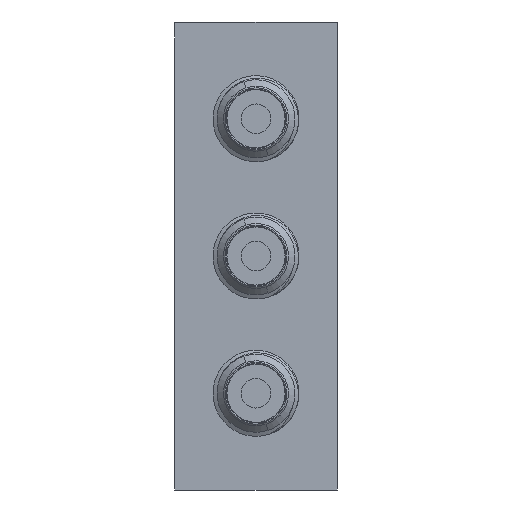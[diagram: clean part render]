
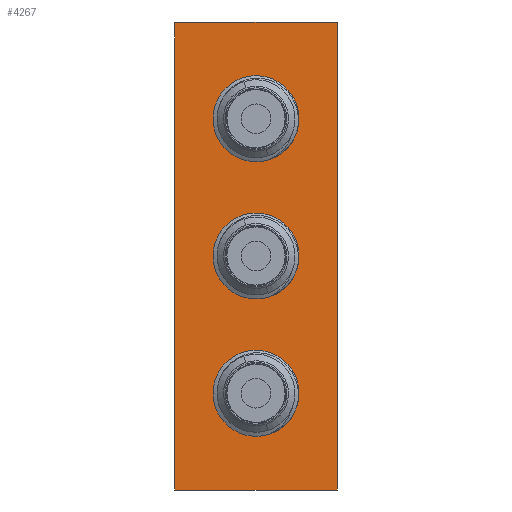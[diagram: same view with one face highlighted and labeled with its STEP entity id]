
A CAD part, front view. The second image highlights one B-rep face of the part: STEP entity #4267.
In plain terms, the highlighted planar face has unit normal (0, -1, 0).
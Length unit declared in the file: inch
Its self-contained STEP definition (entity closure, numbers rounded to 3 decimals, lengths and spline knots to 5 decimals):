
#123 = EDGE_CURVE ( 'NONE', #1402, #2832, #5911, .T. ) ;
#198 = DIRECTION ( 'NONE',  ( 0., -1., 0. ) ) ;
#215 = VECTOR ( 'NONE', #589, 39.37008 ) ;
#298 = DIRECTION ( 'NONE',  ( 0., 0., -1. ) ) ;
#327 = VERTEX_POINT ( 'NONE', #6585 ) ;
#352 = DIRECTION ( 'NONE',  ( 0., 0., 1. ) ) ;
#363 = VERTEX_POINT ( 'NONE', #2479 ) ;
#405 = EDGE_LOOP ( 'NONE', ( #6318, #2033 ) ) ;
#428 = CARTESIAN_POINT ( 'NONE',  ( 0.26, 0., 0.75 ) ) ;
#558 = DIRECTION ( 'NONE',  ( 0., 0., 1. ) ) ;
#579 = CARTESIAN_POINT ( 'NONE',  ( 0., 0., -0.5515 ) ) ;
#589 = DIRECTION ( 'NONE',  ( 0., 0., -1. ) ) ;
#650 = DIRECTION ( 'NONE',  ( 0., 0., -1. ) ) ;
#755 = CARTESIAN_POINT ( 'NONE',  ( -0.26, 0., -0.75 ) ) ;
#757 = AXIS2_PLACEMENT_3D ( 'NONE', #2957, #6048, #1707 ) ;
#793 = DIRECTION ( 'NONE',  ( 0., 0., -1. ) ) ;
#946 = LINE ( 'NONE', #990, #7836 ) ;
#985 = AXIS2_PLACEMENT_3D ( 'NONE', #5427, #7321, #7845 ) ;
#990 = CARTESIAN_POINT ( 'NONE',  ( -0.26, 0., 0. ) ) ;
#1090 = EDGE_CURVE ( 'NONE', #7820, #7300, #3008, .T. ) ;
#1222 = CARTESIAN_POINT ( 'NONE',  ( 0., 0., -0.75 ) ) ;
#1402 = VERTEX_POINT ( 'NONE', #4980 ) ;
#1546 = EDGE_LOOP ( 'NONE', ( #2653, #3375 ) ) ;
#1562 = DIRECTION ( 'NONE',  ( 0., -1., 0. ) ) ;
#1574 = EDGE_LOOP ( 'NONE', ( #4671, #4894 ) ) ;
#1625 = ORIENTED_EDGE ( 'NONE', *, *, #5648, .F. ) ;
#1635 = EDGE_CURVE ( 'NONE', #4116, #363, #2101, .T. ) ;
#1653 = LINE ( 'NONE', #1222, #5277 ) ;
#1689 = FACE_BOUND ( 'NONE', #405, .T. ) ;
#1707 = DIRECTION ( 'NONE',  ( 0., 0., -1. ) ) ;
#1769 = DIRECTION ( 'NONE',  ( 0., 1., 0. ) ) ;
#1911 = CARTESIAN_POINT ( 'NONE',  ( 0.26, 0., 0. ) ) ;
#2006 = DIRECTION ( 'NONE',  ( 0., -1., 0. ) ) ;
#2033 = ORIENTED_EDGE ( 'NONE', *, *, #123, .F. ) ;
#2101 = CIRCLE ( 'NONE', #985, 0.1115 ) ;
#2196 = VERTEX_POINT ( 'NONE', #579 ) ;
#2273 = ORIENTED_EDGE ( 'NONE', *, *, #1090, .F. ) ;
#2367 = PLANE ( 'NONE',  #6102 ) ;
#2479 = CARTESIAN_POINT ( 'NONE',  ( 0., 0., 0.3285 ) ) ;
#2653 = ORIENTED_EDGE ( 'NONE', *, *, #4740, .F. ) ;
#2735 = AXIS2_PLACEMENT_3D ( 'NONE', #3351, #1562, #298 ) ;
#2771 = DIRECTION ( 'NONE',  ( 0., 0., -1. ) ) ;
#2832 = VERTEX_POINT ( 'NONE', #4247 ) ;
#2939 = FACE_OUTER_BOUND ( 'NONE', #4657, .T. ) ;
#2957 = CARTESIAN_POINT ( 'NONE',  ( 0., 0., 0.44 ) ) ;
#2989 = VERTEX_POINT ( 'NONE', #7107 ) ;
#3008 = LINE ( 'NONE', #1911, #215 ) ;
#3087 = ORIENTED_EDGE ( 'NONE', *, *, #3328, .F. ) ;
#3182 = CIRCLE ( 'NONE', #7492, 0.1115 ) ;
#3328 = EDGE_CURVE ( 'NONE', #2989, #7820, #4750, .T. ) ;
#3351 = CARTESIAN_POINT ( 'NONE',  ( 0., 0., 0. ) ) ;
#3375 = ORIENTED_EDGE ( 'NONE', *, *, #4501, .F. ) ;
#3443 = FACE_BOUND ( 'NONE', #1546, .T. ) ;
#3447 = EDGE_CURVE ( 'NONE', #363, #4116, #3912, .T. ) ;
#3912 = CIRCLE ( 'NONE', #757, 0.1115 ) ;
#3986 = CARTESIAN_POINT ( 'NONE',  ( 0., 0., 0.75 ) ) ;
#3989 = CARTESIAN_POINT ( 'NONE',  ( 0., 0., 0.5515 ) ) ;
#3991 = VERTEX_POINT ( 'NONE', #755 ) ;
#4040 = DIRECTION ( 'NONE',  ( 0., -1., 0. ) ) ;
#4075 = DIRECTION ( 'NONE',  ( 1., 0., 0. ) ) ;
#4116 = VERTEX_POINT ( 'NONE', #3989 ) ;
#4247 = CARTESIAN_POINT ( 'NONE',  ( 0., 0., -0.1115 ) ) ;
#4267 = ADVANCED_FACE ( 'NONE', ( #2939, #1689, #3443, #4624 ), #2367, .F. ) ;
#4448 = CARTESIAN_POINT ( 'NONE',  ( 0.26, 0., -0.75 ) ) ;
#4501 = EDGE_CURVE ( 'NONE', #327, #2196, #6731, .T. ) ;
#4624 = FACE_BOUND ( 'NONE', #1574, .T. ) ;
#4657 = EDGE_LOOP ( 'NONE', ( #3087, #5534, #1625, #2273 ) ) ;
#4671 = ORIENTED_EDGE ( 'NONE', *, *, #3447, .F. ) ;
#4740 = EDGE_CURVE ( 'NONE', #2196, #327, #3182, .T. ) ;
#4750 = LINE ( 'NONE', #3986, #7228 ) ;
#4894 = ORIENTED_EDGE ( 'NONE', *, *, #1635, .F. ) ;
#4980 = CARTESIAN_POINT ( 'NONE',  ( 0., 0., 0.1115 ) ) ;
#5277 = VECTOR ( 'NONE', #5406, 39.37008 ) ;
#5350 = AXIS2_PLACEMENT_3D ( 'NONE', #6900, #2006, #793 ) ;
#5406 = DIRECTION ( 'NONE',  ( -1., 0., 0. ) ) ;
#5427 = CARTESIAN_POINT ( 'NONE',  ( 0., 0., 0.44 ) ) ;
#5534 = ORIENTED_EDGE ( 'NONE', *, *, #6310, .F. ) ;
#5648 = EDGE_CURVE ( 'NONE', #7300, #3991, #1653, .T. ) ;
#5833 = CARTESIAN_POINT ( 'NONE',  ( 0., 0., -0.44 ) ) ;
#5911 = CIRCLE ( 'NONE', #2735, 0.1115 ) ;
#6048 = DIRECTION ( 'NONE',  ( 0., -1., 0. ) ) ;
#6081 = EDGE_CURVE ( 'NONE', #2832, #1402, #7831, .T. ) ;
#6102 = AXIS2_PLACEMENT_3D ( 'NONE', #7226, #1769, #558 ) ;
#6310 = EDGE_CURVE ( 'NONE', #3991, #2989, #946, .T. ) ;
#6318 = ORIENTED_EDGE ( 'NONE', *, *, #6081, .F. ) ;
#6585 = CARTESIAN_POINT ( 'NONE',  ( 0., 0., -0.3285 ) ) ;
#6731 = CIRCLE ( 'NONE', #5350, 0.1115 ) ;
#6900 = CARTESIAN_POINT ( 'NONE',  ( 0., 0., -0.44 ) ) ;
#6925 = AXIS2_PLACEMENT_3D ( 'NONE', #7275, #198, #650 ) ;
#7107 = CARTESIAN_POINT ( 'NONE',  ( -0.26, 0., 0.75 ) ) ;
#7226 = CARTESIAN_POINT ( 'NONE',  ( 0., 0., 0. ) ) ;
#7228 = VECTOR ( 'NONE', #4075, 39.37008 ) ;
#7275 = CARTESIAN_POINT ( 'NONE',  ( 0., 0., 0. ) ) ;
#7300 = VERTEX_POINT ( 'NONE', #4448 ) ;
#7321 = DIRECTION ( 'NONE',  ( 0., -1., 0. ) ) ;
#7492 = AXIS2_PLACEMENT_3D ( 'NONE', #5833, #4040, #2771 ) ;
#7820 = VERTEX_POINT ( 'NONE', #428 ) ;
#7831 = CIRCLE ( 'NONE', #6925, 0.1115 ) ;
#7836 = VECTOR ( 'NONE', #352, 39.37008 ) ;
#7845 = DIRECTION ( 'NONE',  ( 0., 0., -1. ) ) ;
